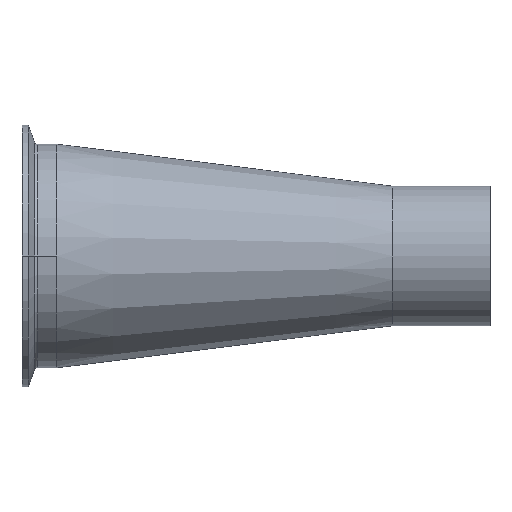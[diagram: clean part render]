
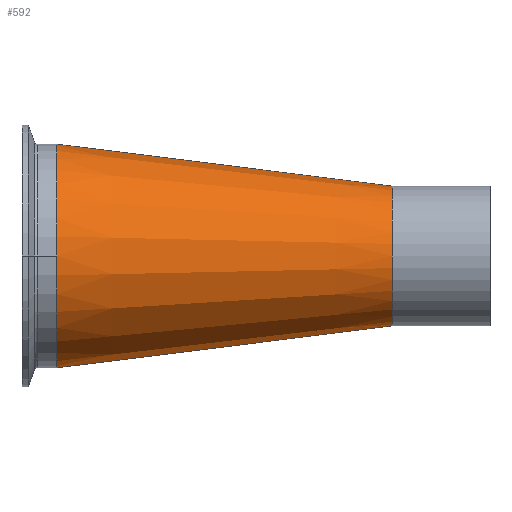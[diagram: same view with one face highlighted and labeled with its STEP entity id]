
A CAD part, left-side view. The second image highlights one B-rep face of the part: STEP entity #592.
In plain terms, the highlighted conical face has half-angle 7.125 degrees and reference radius 31.75 mm.
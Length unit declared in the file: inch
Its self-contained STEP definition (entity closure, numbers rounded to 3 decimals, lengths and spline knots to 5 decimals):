
#9 = ORIENTED_EDGE ( 'NONE', *, *, #917, .T. ) ;
#14 = VERTEX_POINT ( 'NONE', #437 ) ;
#53 = AXIS2_PLACEMENT_3D ( 'NONE', #901, #722, #382 ) ;
#54 = LINE ( 'NONE', #474, #404 ) ;
#96 = CARTESIAN_POINT ( 'NONE',  ( 0., 0., 0. ) ) ;
#127 = ORIENTED_EDGE ( 'NONE', *, *, #1001, .F. ) ;
#146 = LINE ( 'NONE', #763, #976 ) ;
#217 = CARTESIAN_POINT ( 'NONE',  ( 0., 6., 0. ) ) ;
#266 = EDGE_CURVE ( 'NONE', #989, #405, #581, .T. ) ;
#328 = ORIENTED_EDGE ( 'NONE', *, *, #266, .F. ) ;
#351 = DIRECTION ( 'NONE',  ( 0., 0.992, 0.124 ) ) ;
#376 = DIRECTION ( 'NONE',  ( 0., 0., 1. ) ) ;
#382 = DIRECTION ( 'NONE',  ( 0., 0., 1. ) ) ;
#404 = VECTOR ( 'NONE', #644, 39.37008 ) ;
#405 = VERTEX_POINT ( 'NONE', #467 ) ;
#437 = CARTESIAN_POINT ( 'NONE',  ( 0., 6., -2. ) ) ;
#467 = CARTESIAN_POINT ( 'NONE',  ( 0., 0., -1.25 ) ) ;
#474 = CARTESIAN_POINT ( 'NONE',  ( 0., 0., -1.25 ) ) ;
#500 = DIRECTION ( 'NONE',  ( 0., 0., -1. ) ) ;
#503 = CONICAL_SURFACE ( 'NONE', #53, 1.25, 0.124 ) ;
#516 = CARTESIAN_POINT ( 'NONE',  ( 0., 6., 2. ) ) ;
#540 = CARTESIAN_POINT ( 'NONE',  ( 0., 0., 1.25 ) ) ;
#542 = EDGE_CURVE ( 'NONE', #405, #14, #54, .T. ) ;
#581 = CIRCLE ( 'NONE', #606, 1.25 ) ;
#592 = ADVANCED_FACE ( 'NONE', ( #814 ), #503, .T. ) ;
#606 = AXIS2_PLACEMENT_3D ( 'NONE', #96, #1015, #500 ) ;
#644 = DIRECTION ( 'NONE',  ( 0., 0.992, -0.124 ) ) ;
#715 = ORIENTED_EDGE ( 'NONE', *, *, #542, .F. ) ;
#722 = DIRECTION ( 'NONE',  ( 0., 1., 0. ) ) ;
#732 = VERTEX_POINT ( 'NONE', #516 ) ;
#763 = CARTESIAN_POINT ( 'NONE',  ( 0., 0., 1.25 ) ) ;
#784 = DIRECTION ( 'NONE',  ( 0., 1., 0. ) ) ;
#814 = FACE_OUTER_BOUND ( 'NONE', #954, .T. ) ;
#901 = CARTESIAN_POINT ( 'NONE',  ( 0., 0., 0. ) ) ;
#914 = CIRCLE ( 'NONE', #1044, 2. ) ;
#917 = EDGE_CURVE ( 'NONE', #989, #732, #146, .T. ) ;
#954 = EDGE_LOOP ( 'NONE', ( #715, #328, #9, #127 ) ) ;
#976 = VECTOR ( 'NONE', #351, 39.37008 ) ;
#989 = VERTEX_POINT ( 'NONE', #540 ) ;
#1001 = EDGE_CURVE ( 'NONE', #14, #732, #914, .T. ) ;
#1015 = DIRECTION ( 'NONE',  ( 0., -1., 0. ) ) ;
#1044 = AXIS2_PLACEMENT_3D ( 'NONE', #217, #784, #376 ) ;
